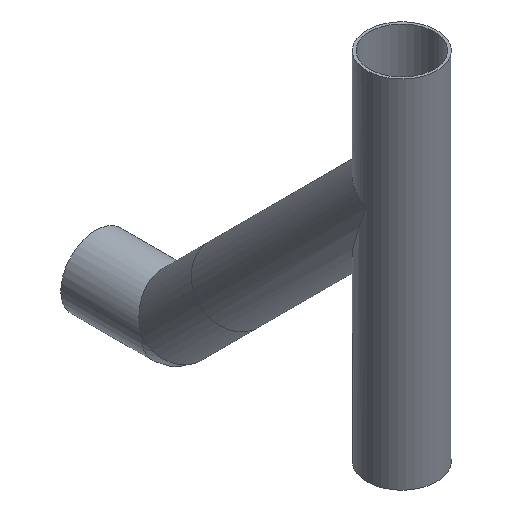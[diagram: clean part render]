
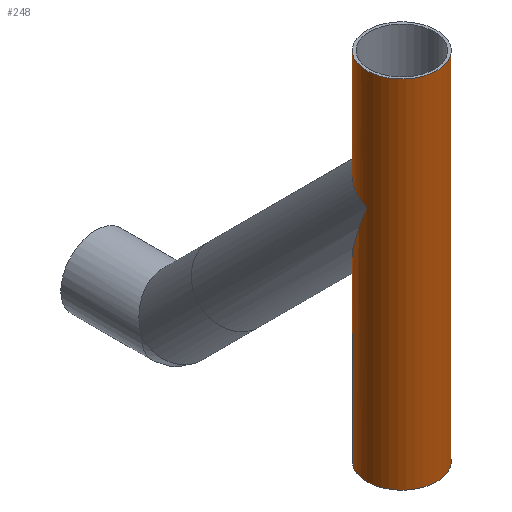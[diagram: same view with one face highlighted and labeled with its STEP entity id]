
A CAD part, isometric view. The second image highlights one B-rep face of the part: STEP entity #248.
In plain terms, the highlighted cylindrical face has radius 45 mm (diameter 90 mm), a full revolution.
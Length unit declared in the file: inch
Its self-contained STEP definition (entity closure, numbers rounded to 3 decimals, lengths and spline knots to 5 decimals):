
#15 = EDGE_LOOP ( 'NONE', ( #478 ) ) ;
#19 = CARTESIAN_POINT ( 'NONE',  ( 5.85231, 10.98166, 0.5009 ) ) ;
#27 =( BOUNDED_CURVE ( )  B_SPLINE_CURVE ( 3, ( #84, #324, #139, #484 ),
 .UNSPECIFIED., .F., .T. ) 
 B_SPLINE_CURVE_WITH_KNOTS ( ( 4, 4 ),
 ( 1.5708, 4.71239 ),
 .UNSPECIFIED. ) 
 CURVE ( )  GEOMETRIC_REPRESENTATION_ITEM ( )  RATIONAL_B_SPLINE_CURVE ( ( 1., 0.333, 0.333, 1. ) ) 
 REPRESENTATION_ITEM ( '' )  );
#35 = DIRECTION ( 'NONE',  ( 0., 0., -1. ) ) ;
#38 = DIRECTION ( 'NONE',  ( 0., 0., -1. ) ) ;
#40 = CARTESIAN_POINT ( 'NONE',  ( 9.39561, 10.98166, 12.5009 ) ) ;
#42 = DIRECTION ( 'NONE',  ( 1., 0., 0. ) ) ;
#84 = CARTESIAN_POINT ( 'NONE',  ( 5.85231, 10.98166, 12.5009 ) ) ;
#88 = CARTESIAN_POINT ( 'NONE',  ( 7.62396, 10.98166, 0.5009 ) ) ;
#89 = FACE_OUTER_BOUND ( 'NONE', #15, .T. ) ;
#96 = AXIS2_PLACEMENT_3D ( 'NONE', #334, #38, #390 ) ;
#101 = EDGE_LOOP ( 'NONE', ( #374 ) ) ;
#123 = FACE_BOUND ( 'NONE', #187, .T. ) ;
#131 = EDGE_CURVE ( 'NONE', #607, #499, #27, .T. ) ;
#135 = EDGE_CURVE ( 'NONE', #458, #458, #646, .T. ) ;
#139 = CARTESIAN_POINT ( 'NONE',  ( 9.39561, 14.52497, 3.9466 ) ) ;
#145 = CARTESIAN_POINT ( 'NONE',  ( 5.85231, 10.98166, 12.5009 ) ) ;
#147 = VERTEX_POINT ( 'NONE', #566 ) ;
#163 = ORIENTED_EDGE ( 'NONE', *, *, #131, .T. ) ;
#169 = EDGE_CURVE ( 'NONE', #147, #147, #520, .T. ) ;
#187 = EDGE_LOOP ( 'NONE', ( #277, #163 ) ) ;
#236 = AXIS2_PLACEMENT_3D ( 'NONE', #88, #35, #440 ) ;
#248 = ADVANCED_FACE ( 'NONE', ( #123, #89, #567 ), #311, .T. ) ;
#252 = CARTESIAN_POINT ( 'NONE',  ( 5.85231, 10.98166, 12.5009 ) ) ;
#277 = ORIENTED_EDGE ( 'NONE', *, *, #602, .T. ) ;
#311 = CYLINDRICAL_SURFACE ( 'NONE', #442, 1.77165 ) ;
#324 = CARTESIAN_POINT ( 'NONE',  ( 5.85231, 14.52497, 3.9466 ) ) ;
#333 = CARTESIAN_POINT ( 'NONE',  ( 9.39561, 14.52497, 13.96858 ) ) ;
#334 = CARTESIAN_POINT ( 'NONE',  ( 7.62396, 10.98166, 18.5009 ) ) ;
#338 = DIRECTION ( 'NONE',  ( 0., 0., 1. ) ) ;
#374 = ORIENTED_EDGE ( 'NONE', *, *, #169, .T. ) ;
#390 = DIRECTION ( 'NONE',  ( -1., 0., 0. ) ) ;
#440 = DIRECTION ( 'NONE',  ( -1., 0., 0. ) ) ;
#442 = AXIS2_PLACEMENT_3D ( 'NONE', #639, #338, #42 ) ;
#458 = VERTEX_POINT ( 'NONE', #19 ) ;
#478 = ORIENTED_EDGE ( 'NONE', *, *, #135, .F. ) ;
#484 = CARTESIAN_POINT ( 'NONE',  ( 9.39561, 10.98166, 12.5009 ) ) ;
#491 = CARTESIAN_POINT ( 'NONE',  ( 9.39561, 10.98166, 12.5009 ) ) ;
#495 = CARTESIAN_POINT ( 'NONE',  ( 5.85231, 14.52497, 13.96858 ) ) ;
#499 = VERTEX_POINT ( 'NONE', #40 ) ;
#520 = CIRCLE ( 'NONE', #96, 1.77165 ) ;
#565 =( BOUNDED_CURVE ( )  B_SPLINE_CURVE ( 3, ( #491, #333, #495, #145 ),
 .UNSPECIFIED., .F., .T. ) 
 B_SPLINE_CURVE_WITH_KNOTS ( ( 4, 4 ),
 ( 4.71239, 7.85398 ),
 .UNSPECIFIED. ) 
 CURVE ( )  GEOMETRIC_REPRESENTATION_ITEM ( )  RATIONAL_B_SPLINE_CURVE ( ( 1., 0.333, 0.333, 1. ) ) 
 REPRESENTATION_ITEM ( '' )  );
#566 = CARTESIAN_POINT ( 'NONE',  ( 5.85231, 10.98166, 18.5009 ) ) ;
#567 = FACE_OUTER_BOUND ( 'NONE', #101, .T. ) ;
#602 = EDGE_CURVE ( 'NONE', #499, #607, #565, .T. ) ;
#607 = VERTEX_POINT ( 'NONE', #252 ) ;
#639 = CARTESIAN_POINT ( 'NONE',  ( 7.62396, 10.98166, 0.5009 ) ) ;
#646 = CIRCLE ( 'NONE', #236, 1.77165 ) ;
